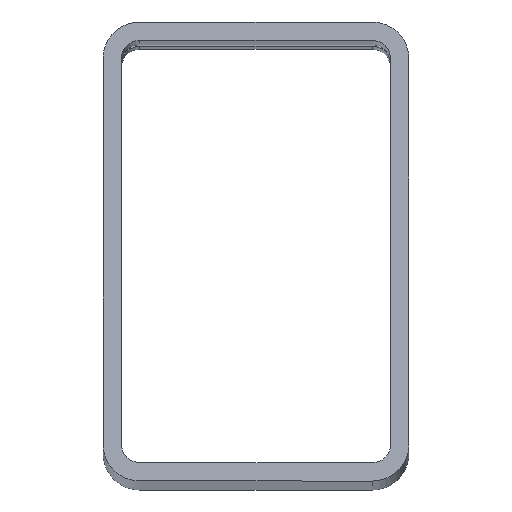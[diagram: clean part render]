
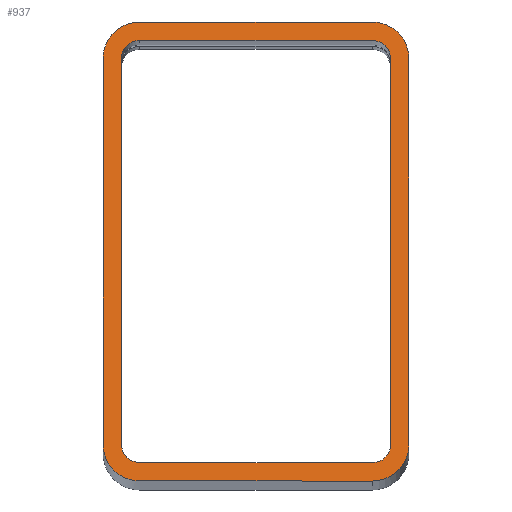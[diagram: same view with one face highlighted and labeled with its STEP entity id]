
A CAD part, top view. The second image highlights one B-rep face of the part: STEP entity #937.
In plain terms, the highlighted planar face has unit normal (0.383, 0, 0.924).
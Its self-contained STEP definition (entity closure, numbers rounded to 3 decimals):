
#324=VERTEX_POINT('',#325);
#325=CARTESIAN_POINT('',(95.524,0.0,851.425));
#333=VERTEX_POINT('',#334);
#334=CARTESIAN_POINT('',(101.6,6.076,848.908));
#340=EDGE_CURVE('',#333,#324,#341,.F.);
#341=ELLIPSE('',#342,6.576,6.076);
#342=AXIS2_PLACEMENT_3D('',#343,#344,#345);
#343=CARTESIAN_POINT('',(95.524,6.076,851.425));
#344=DIRECTION('',(0.383,0.0,0.924));
#345=DIRECTION('',(0.924,0.0,-0.383));
#356=VERTEX_POINT('',#357);
#357=CARTESIAN_POINT('',(56.876,0.0,867.433));
#365=EDGE_CURVE('',#324,#356,#366,.F.);
#366=LINE('',#367,#368);
#367=CARTESIAN_POINT('',(50.8,0.0,869.95));
#368=VECTOR('',#369,1.0);
#369=DIRECTION('',(0.924,0.0,-0.383));
#380=VERTEX_POINT('',#381);
#381=CARTESIAN_POINT('',(50.8,6.076,869.95));
#389=EDGE_CURVE('',#356,#380,#390,.F.);
#390=ELLIPSE('',#391,6.576,6.076);
#391=AXIS2_PLACEMENT_3D('',#392,#393,#394);
#392=CARTESIAN_POINT('',(56.876,6.076,867.433));
#393=DIRECTION('',(0.383,0.0,0.924));
#394=DIRECTION('',(0.924,0.0,-0.383));
#407=EDGE_CURVE('',#380,#408,#410,.T.);
#408=VERTEX_POINT('',#409);
#409=CARTESIAN_POINT('',(50.8,70.124,869.95));
#410=LINE('',#411,#412);
#411=CARTESIAN_POINT('',(50.8,6.076,869.95));
#412=VECTOR('',#413,1.0);
#413=DIRECTION('',(0.0,1.0,0.0));
#454=VERTEX_POINT('',#455);
#455=CARTESIAN_POINT('',(56.876,76.2,867.433));
#471=EDGE_CURVE('',#408,#454,#472,.F.);
#472=ELLIPSE('',#473,6.576,6.076);
#473=AXIS2_PLACEMENT_3D('',#474,#475,#476);
#474=CARTESIAN_POINT('',(56.876,70.124,867.433));
#475=DIRECTION('',(0.383,0.0,0.924));
#476=DIRECTION('',(0.924,0.0,-0.383));
#487=VERTEX_POINT('',#488);
#488=CARTESIAN_POINT('',(95.524,76.2,851.425));
#503=EDGE_CURVE('',#454,#487,#504,.T.);
#504=LINE('',#505,#506);
#505=CARTESIAN_POINT('',(50.8,76.2,869.95));
#506=VECTOR('',#507,1.0);
#507=DIRECTION('',(0.924,0.0,-0.383));
#518=VERTEX_POINT('',#519);
#519=CARTESIAN_POINT('',(101.6,70.124,848.908));
#535=EDGE_CURVE('',#487,#518,#536,.F.);
#536=ELLIPSE('',#537,6.576,6.076);
#537=AXIS2_PLACEMENT_3D('',#538,#539,#540);
#538=CARTESIAN_POINT('',(95.524,70.124,851.425));
#539=DIRECTION('',(0.383,0.0,0.924));
#540=DIRECTION('',(0.924,0.0,-0.383));
#576=EDGE_CURVE('',#518,#333,#577,.F.);
#577=LINE('',#578,#579);
#578=CARTESIAN_POINT('',(101.6,0.0,848.908));
#579=VECTOR('',#580,1.0);
#580=DIRECTION('',(0.0,1.0,0.0));
#590=EDGE_CURVE('',#591,#593,#595,.T.);
#591=VERTEX_POINT('',#592);
#592=CARTESIAN_POINT('',(95.524,3.038,851.425));
#593=VERTEX_POINT('',#594);
#594=CARTESIAN_POINT('',(98.562,6.076,850.166));
#595=ELLIPSE('',#596,3.288,3.038);
#596=AXIS2_PLACEMENT_3D('',#597,#598,#599);
#597=CARTESIAN_POINT('',(95.524,6.076,851.425));
#598=DIRECTION('',(0.383,0.0,0.924));
#599=DIRECTION('',(0.924,0.0,-0.383));
#622=EDGE_CURVE('',#623,#591,#625,.T.);
#623=VERTEX_POINT('',#624);
#624=CARTESIAN_POINT('',(56.876,3.038,867.433));
#625=LINE('',#626,#627);
#626=CARTESIAN_POINT('',(88.975,3.038,854.138));
#627=VECTOR('',#628,1.0);
#628=DIRECTION('',(0.924,0.0,-0.383));
#646=EDGE_CURVE('',#647,#623,#649,.T.);
#647=VERTEX_POINT('',#648);
#648=CARTESIAN_POINT('',(53.838,6.076,868.692));
#649=ELLIPSE('',#650,3.288,3.038);
#650=AXIS2_PLACEMENT_3D('',#651,#652,#653);
#651=CARTESIAN_POINT('',(56.876,6.076,867.433));
#652=DIRECTION('',(0.383,0.0,0.924));
#653=DIRECTION('',(0.924,0.0,-0.383));
#671=EDGE_CURVE('',#672,#647,#674,.T.);
#672=VERTEX_POINT('',#673);
#673=CARTESIAN_POINT('',(53.838,70.124,868.692));
#674=LINE('',#675,#676);
#675=CARTESIAN_POINT('',(53.838,6.076,868.692));
#676=VECTOR('',#677,1.0);
#677=DIRECTION('',(0.0,-1.0,0.0));
#720=EDGE_CURVE('',#721,#672,#723,.T.);
#721=VERTEX_POINT('',#722);
#722=CARTESIAN_POINT('',(56.876,73.162,867.433));
#723=ELLIPSE('',#724,3.288,3.038);
#724=AXIS2_PLACEMENT_3D('',#725,#726,#727);
#725=CARTESIAN_POINT('',(56.876,70.124,867.433));
#726=DIRECTION('',(0.383,0.0,0.924));
#727=DIRECTION('',(0.924,0.0,-0.383));
#753=EDGE_CURVE('',#754,#721,#756,.T.);
#754=VERTEX_POINT('',#755);
#755=CARTESIAN_POINT('',(95.524,73.162,851.425));
#756=LINE('',#757,#758);
#757=CARTESIAN_POINT('',(88.975,73.162,854.138));
#758=VECTOR('',#759,1.0);
#759=DIRECTION('',(-0.924,0.0,0.383));
#784=EDGE_CURVE('',#785,#754,#787,.T.);
#785=VERTEX_POINT('',#786);
#786=CARTESIAN_POINT('',(98.562,70.124,850.166));
#787=ELLIPSE('',#788,3.288,3.038);
#788=AXIS2_PLACEMENT_3D('',#789,#790,#791);
#789=CARTESIAN_POINT('',(95.524,70.124,851.425));
#790=DIRECTION('',(0.383,0.0,0.924));
#791=DIRECTION('',(0.924,0.0,-0.383));
#817=EDGE_CURVE('',#593,#785,#818,.T.);
#818=LINE('',#819,#820);
#819=CARTESIAN_POINT('',(98.562,6.076,850.166));
#820=VECTOR('',#821,1.0);
#821=DIRECTION('',(0.0,1.0,0.0));
#937=ADVANCED_FACE('',(#938,#948),#958,.F.);
#938=FACE_BOUND('',#939,.T.);
#939=EDGE_LOOP('',(#940,#941,#942,#943,#944,#945,#946,#947));
#940=ORIENTED_EDGE('',*,*,#590,.F.);
#941=ORIENTED_EDGE('',*,*,#622,.F.);
#942=ORIENTED_EDGE('',*,*,#646,.F.);
#943=ORIENTED_EDGE('',*,*,#671,.F.);
#944=ORIENTED_EDGE('',*,*,#720,.F.);
#945=ORIENTED_EDGE('',*,*,#753,.F.);
#946=ORIENTED_EDGE('',*,*,#784,.F.);
#947=ORIENTED_EDGE('',*,*,#817,.F.);
#948=FACE_BOUND('',#949,.T.);
#949=EDGE_LOOP('',(#950,#951,#952,#953,#954,#955,#956,#957));
#950=ORIENTED_EDGE('',*,*,#365,.F.);
#951=ORIENTED_EDGE('',*,*,#340,.F.);
#952=ORIENTED_EDGE('',*,*,#576,.F.);
#953=ORIENTED_EDGE('',*,*,#535,.F.);
#954=ORIENTED_EDGE('',*,*,#503,.F.);
#955=ORIENTED_EDGE('',*,*,#471,.F.);
#956=ORIENTED_EDGE('',*,*,#407,.F.);
#957=ORIENTED_EDGE('',*,*,#389,.F.);
#958=PLANE('',#959);
#959=AXIS2_PLACEMENT_3D('',#960,#961,#962);
#960=CARTESIAN_POINT('',(50.8,0.0,869.95));
#961=DIRECTION('',(-0.383,0.0,-0.924));
#962=DIRECTION('',(0.924,0.0,-0.383));
